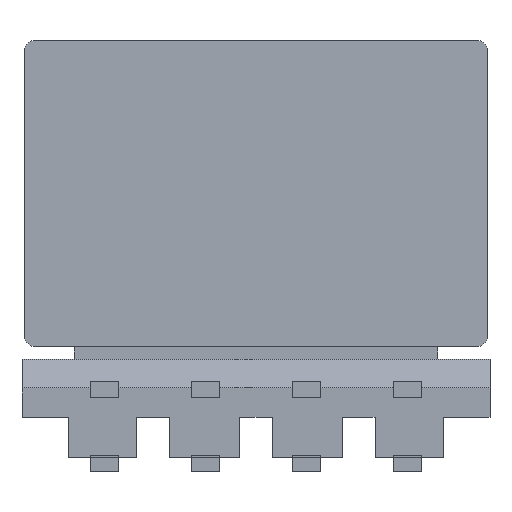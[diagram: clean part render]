
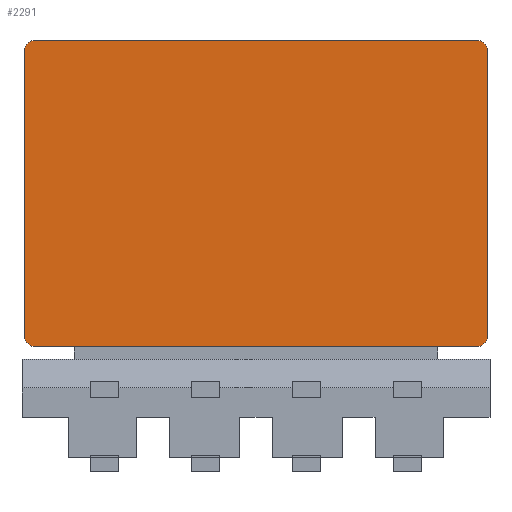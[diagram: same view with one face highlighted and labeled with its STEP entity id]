
A CAD part, left-side view. The second image highlights one B-rep face of the part: STEP entity #2291.
In plain terms, the highlighted face is planar.
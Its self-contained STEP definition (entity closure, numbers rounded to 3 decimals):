
#112=CIRCLE('',#2485,0.3);
#120=CIRCLE('',#2496,0.3);
#121=CIRCLE('',#2499,0.3);
#123=CIRCLE('',#2505,0.3);
#267=FACE_OUTER_BOUND('',#392,.T.);
#392=EDGE_LOOP('',(#2066,#2067,#2068,#2069,#2070,#2071,#2072,#2073));
#637=LINE('',#3715,#908);
#647=LINE('',#3749,#918);
#650=LINE('',#3757,#921);
#659=LINE('',#3777,#930);
#908=VECTOR('',#3044,10.);
#918=VECTOR('',#3074,10.);
#921=VECTOR('',#3083,10.);
#930=VECTOR('',#3104,10.);
#1111=VERTEX_POINT('',#3705);
#1112=VERTEX_POINT('',#3706);
#1115=VERTEX_POINT('',#3714);
#1128=VERTEX_POINT('',#3744);
#1129=VERTEX_POINT('',#3748);
#1130=VERTEX_POINT('',#3752);
#1131=VERTEX_POINT('',#3756);
#1136=VERTEX_POINT('',#3773);
#1407=EDGE_CURVE('',#1111,#1112,#112,.T.);
#1411=EDGE_CURVE('',#1111,#1115,#637,.T.);
#1426=EDGE_CURVE('',#1128,#1115,#120,.T.);
#1428=EDGE_CURVE('',#1128,#1129,#647,.T.);
#1430=EDGE_CURVE('',#1130,#1129,#121,.T.);
#1432=EDGE_CURVE('',#1130,#1131,#650,.T.);
#1441=EDGE_CURVE('',#1136,#1131,#123,.T.);
#1443=EDGE_CURVE('',#1136,#1112,#659,.T.);
#2066=ORIENTED_EDGE('',*,*,#1407,.T.);
#2067=ORIENTED_EDGE('',*,*,#1443,.F.);
#2068=ORIENTED_EDGE('',*,*,#1441,.T.);
#2069=ORIENTED_EDGE('',*,*,#1432,.F.);
#2070=ORIENTED_EDGE('',*,*,#1430,.T.);
#2071=ORIENTED_EDGE('',*,*,#1428,.F.);
#2072=ORIENTED_EDGE('',*,*,#1426,.T.);
#2073=ORIENTED_EDGE('',*,*,#1411,.F.);
#2172=PLANE('',#2517);
#2291=ADVANCED_FACE('',(#267),#2172,.F.);
#2485=AXIS2_PLACEMENT_3D('',#3707,#3036,#3037);
#2496=AXIS2_PLACEMENT_3D('',#3745,#3069,#3070);
#2499=AXIS2_PLACEMENT_3D('',#3753,#3078,#3079);
#2505=AXIS2_PLACEMENT_3D('',#3774,#3099,#3100);
#2517=AXIS2_PLACEMENT_3D('',#3796,#3129,#3130);
#3036=DIRECTION('center_axis',(1.,0.,0.));
#3037=DIRECTION('ref_axis',(0.,0.707,-0.707));
#3044=DIRECTION('',(0.,-1.,0.));
#3069=DIRECTION('center_axis',(1.,0.,0.));
#3070=DIRECTION('ref_axis',(0.,-0.707,-0.707));
#3074=DIRECTION('',(0.,0.,1.));
#3078=DIRECTION('center_axis',(1.,0.,0.));
#3079=DIRECTION('ref_axis',(0.,-0.707,0.707));
#3083=DIRECTION('',(0.,1.,0.));
#3099=DIRECTION('center_axis',(1.,0.,0.));
#3100=DIRECTION('ref_axis',(0.,0.707,0.707));
#3104=DIRECTION('',(0.,0.,-1.));
#3129=DIRECTION('center_axis',(-1.,0.,0.));
#3130=DIRECTION('ref_axis',(0.,0.,1.));
#3705=CARTESIAN_POINT('',(5.1,5.45,-10.7));
#3706=CARTESIAN_POINT('',(5.1,5.75,-10.4));
#3707=CARTESIAN_POINT('Origin',(5.1,5.45,-10.4));
#3714=CARTESIAN_POINT('',(5.1,-5.45,-10.7));
#3715=CARTESIAN_POINT('',(5.1,5.75,-10.7));
#3744=CARTESIAN_POINT('',(5.1,-5.75,-10.4));
#3745=CARTESIAN_POINT('Origin',(5.1,-5.45,-10.4));
#3748=CARTESIAN_POINT('',(5.1,-5.75,-3.4));
#3749=CARTESIAN_POINT('',(5.1,-5.75,-10.7));
#3752=CARTESIAN_POINT('',(5.1,-5.45,-3.1));
#3753=CARTESIAN_POINT('Origin',(5.1,-5.45,-3.4));
#3756=CARTESIAN_POINT('',(5.1,5.45,-3.1));
#3757=CARTESIAN_POINT('',(5.1,-5.75,-3.1));
#3773=CARTESIAN_POINT('',(5.1,5.75,-3.4));
#3774=CARTESIAN_POINT('Origin',(5.1,5.45,-3.4));
#3777=CARTESIAN_POINT('',(5.1,5.75,-3.1));
#3796=CARTESIAN_POINT('Origin',(5.1,0.,-6.9));
